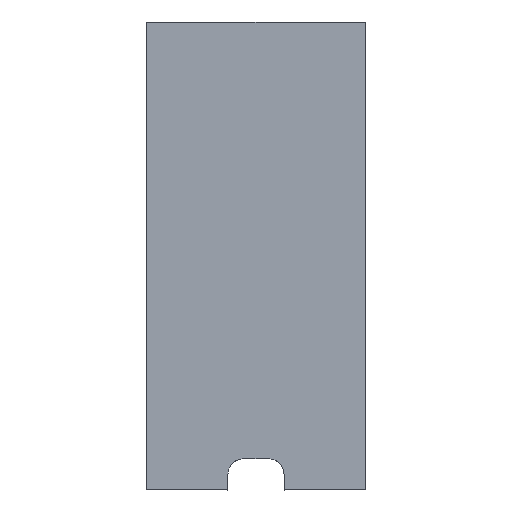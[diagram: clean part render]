
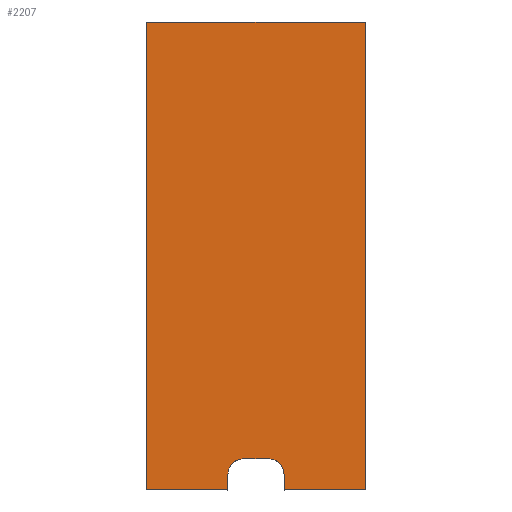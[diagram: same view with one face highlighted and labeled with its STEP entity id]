
A CAD part, front view. The second image highlights one B-rep face of the part: STEP entity #2207.
In plain terms, the highlighted planar face has unit normal (0, -1, 0).
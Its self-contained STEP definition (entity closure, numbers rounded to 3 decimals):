
#180=CIRCLE('',#2342,5.);
#182=CIRCLE('',#2346,5.);
#347=FACE_OUTER_BOUND('',#496,.T.);
#496=EDGE_LOOP('',(#1922,#1923,#1924,#1925,#1926,#1927,#1928,#1929,#1930,
#1931));
#539=LINE('',#3214,#724);
#552=LINE('',#3247,#737);
#575=LINE('',#3316,#760);
#629=LINE('',#3520,#814);
#638=LINE('',#3565,#823);
#642=LINE('',#3589,#827);
#702=LINE('',#3824,#887);
#703=LINE('',#3826,#888);
#724=VECTOR('',#2517,10.);
#737=VECTOR('',#2542,10.);
#760=VECTOR('',#2595,10.);
#814=VECTOR('',#2765,10.);
#823=VECTOR('',#2804,10.);
#827=VECTOR('',#2816,10.);
#887=VECTOR('',#3076,10.);
#888=VECTOR('',#3079,10.);
#910=VERTEX_POINT('',#3211);
#911=VERTEX_POINT('',#3213);
#924=VERTEX_POINT('',#3244);
#925=VERTEX_POINT('',#3246);
#955=VERTEX_POINT('',#3313);
#956=VERTEX_POINT('',#3315);
#1018=VERTEX_POINT('',#3559);
#1019=VERTEX_POINT('',#3561);
#1022=VERTEX_POINT('',#3582);
#1023=VERTEX_POINT('',#3584);
#1111=EDGE_CURVE('',#911,#910,#539,.T.);
#1127=EDGE_CURVE('',#925,#924,#552,.T.);
#1161=EDGE_CURVE('',#956,#955,#575,.T.);
#1250=EDGE_CURVE('',#955,#911,#629,.T.);
#1262=EDGE_CURVE('',#1018,#1019,#180,.T.);
#1264=EDGE_CURVE('',#910,#1019,#638,.T.);
#1268=EDGE_CURVE('',#1022,#1023,#182,.T.);
#1271=EDGE_CURVE('',#1018,#1023,#642,.T.);
#1378=EDGE_CURVE('',#1022,#925,#702,.T.);
#1379=EDGE_CURVE('',#924,#956,#703,.T.);
#1922=ORIENTED_EDGE('',*,*,#1264,.T.);
#1923=ORIENTED_EDGE('',*,*,#1262,.F.);
#1924=ORIENTED_EDGE('',*,*,#1271,.T.);
#1925=ORIENTED_EDGE('',*,*,#1268,.F.);
#1926=ORIENTED_EDGE('',*,*,#1378,.T.);
#1927=ORIENTED_EDGE('',*,*,#1127,.T.);
#1928=ORIENTED_EDGE('',*,*,#1379,.T.);
#1929=ORIENTED_EDGE('',*,*,#1161,.T.);
#1930=ORIENTED_EDGE('',*,*,#1250,.T.);
#1931=ORIENTED_EDGE('',*,*,#1111,.T.);
#2090=PLANE('',#2448);
#2207=ADVANCED_FACE('',(#347),#2090,.F.);
#2342=AXIS2_PLACEMENT_3D('',#3562,#2799,#2800);
#2346=AXIS2_PLACEMENT_3D('',#3585,#2810,#2811);
#2448=AXIS2_PLACEMENT_3D('',#3825,#3077,#3078);
#2517=DIRECTION('',(1.,0.,0.));
#2542=DIRECTION('',(1.,0.,0.));
#2595=DIRECTION('',(-1.,0.,0.));
#2765=DIRECTION('',(0.,0.,-1.));
#2799=DIRECTION('center_axis',(0.,-1.,0.));
#2800=DIRECTION('ref_axis',(-0.707,0.,0.707));
#2804=DIRECTION('',(0.,0.,1.));
#2810=DIRECTION('center_axis',(0.,-1.,0.));
#2811=DIRECTION('ref_axis',(0.707,0.,0.707));
#2816=DIRECTION('',(1.,0.,0.));
#3076=DIRECTION('',(0.,0.,-1.));
#3077=DIRECTION('center_axis',(0.,1.,0.));
#3078=DIRECTION('ref_axis',(1.,0.,0.));
#3079=DIRECTION('',(0.,0.,1.));
#3211=CARTESIAN_POINT('',(-9.,0.,-75.));
#3213=CARTESIAN_POINT('',(-35.,0.,-75.));
#3214=CARTESIAN_POINT('',(-35.,0.,-75.));
#3244=CARTESIAN_POINT('',(35.,0.,-75.));
#3246=CARTESIAN_POINT('',(9.,0.,-75.));
#3247=CARTESIAN_POINT('',(-35.,0.,-75.));
#3313=CARTESIAN_POINT('',(-35.,0.,75.));
#3315=CARTESIAN_POINT('',(35.,0.,75.));
#3316=CARTESIAN_POINT('',(35.,0.,75.));
#3520=CARTESIAN_POINT('',(-35.,0.,75.));
#3559=CARTESIAN_POINT('',(-4.,0.,-65.));
#3561=CARTESIAN_POINT('',(-9.,0.,-70.));
#3562=CARTESIAN_POINT('Origin',(-4.,0.,-70.));
#3565=CARTESIAN_POINT('',(-9.,0.,-37.5));
#3582=CARTESIAN_POINT('',(9.,0.,-70.));
#3584=CARTESIAN_POINT('',(4.,0.,-65.));
#3585=CARTESIAN_POINT('Origin',(4.,0.,-70.));
#3589=CARTESIAN_POINT('',(-4.5,0.,-65.));
#3824=CARTESIAN_POINT('',(9.,0.,-32.5));
#3825=CARTESIAN_POINT('Origin',(0.,0.,0.));
#3826=CARTESIAN_POINT('',(35.,0.,-75.));
